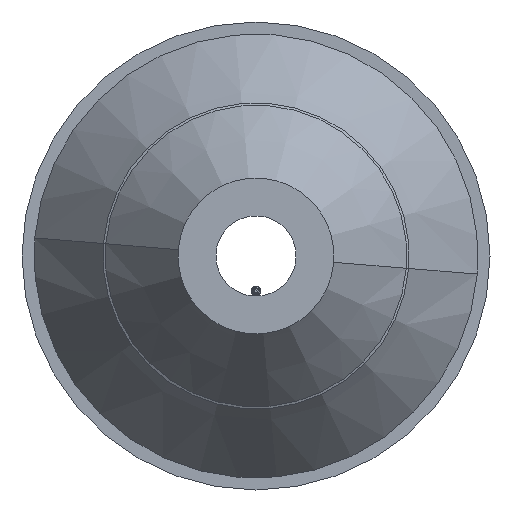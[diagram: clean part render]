
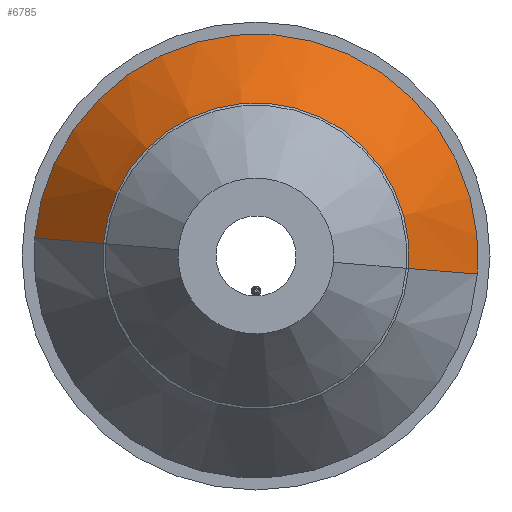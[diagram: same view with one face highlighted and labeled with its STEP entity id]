
A CAD part, front view. The second image highlights one B-rep face of the part: STEP entity #6785.
In plain terms, the highlighted conical face has half-angle 35.52 degrees and reference radius 165.978 mm.
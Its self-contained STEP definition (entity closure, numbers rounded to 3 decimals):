
#281 = EDGE_CURVE ( 'NONE', #9282, #4929, #10093, .T. ) ;
#653 = CARTESIAN_POINT ( 'NONE',  ( 0., 220.19, 0. ) ) ;
#1079 = EDGE_CURVE ( 'NONE', #9282, #4892, #9709, .T. ) ;
#1444 = DIRECTION ( 'NONE',  ( 0., 1., 0. ) ) ;
#1624 = CARTESIAN_POINT ( 'NONE',  ( -37., 39.5, 0. ) ) ;
#1729 = AXIS2_PLACEMENT_3D ( 'NONE', #8962, #4208, #9737 ) ;
#2006 = AXIS2_PLACEMENT_3D ( 'NONE', #2293, #9395, #3874 ) ;
#2293 = CARTESIAN_POINT ( 'NONE',  ( 0., 39.5, 0. ) ) ;
#3104 = AXIS2_PLACEMENT_3D ( 'NONE', #653, #1444, #5402 ) ;
#3451 = ORIENTED_EDGE ( 'NONE', *, *, #281, .T. ) ;
#3777 = CONICAL_SURFACE ( 'NONE', #3104, 165.978, 0.62 ) ;
#3822 = CARTESIAN_POINT ( 'NONE',  ( -165.978, 220.19, 0. ) ) ;
#3874 = DIRECTION ( 'NONE',  ( -1., 0., 0. ) ) ;
#3882 = ORIENTED_EDGE ( 'NONE', *, *, #1079, .F. ) ;
#3889 = VERTEX_POINT ( 'NONE', #6533 ) ;
#4208 = DIRECTION ( 'NONE',  ( 0., 1., 0. ) ) ;
#4310 = DIRECTION ( 'NONE',  ( -0.581, 0.814, 0. ) ) ;
#4892 = VERTEX_POINT ( 'NONE', #3822 ) ;
#4929 = VERTEX_POINT ( 'NONE', #8613 ) ;
#4962 = EDGE_CURVE ( 'NONE', #4929, #3889, #8974, .T. ) ;
#5099 = CARTESIAN_POINT ( 'NONE',  ( -165.978, 220.19, 0. ) ) ;
#5402 = DIRECTION ( 'NONE',  ( -1., 0., 0. ) ) ;
#5892 = EDGE_CURVE ( 'NONE', #4892, #3889, #7143, .T. ) ;
#6132 = FACE_OUTER_BOUND ( 'NONE', #9762, .T. ) ;
#6278 = CARTESIAN_POINT ( 'NONE',  ( 165.978, 220.19, 0. ) ) ;
#6533 = CARTESIAN_POINT ( 'NONE',  ( 165.978, 220.19, 0. ) ) ;
#6785 = ADVANCED_FACE ( 'NONE', ( #6132 ), #3777, .T. ) ;
#6959 = ORIENTED_EDGE ( 'NONE', *, *, #5892, .F. ) ;
#7143 = CIRCLE ( 'NONE', #1729, 165.978 ) ;
#8515 = VECTOR ( 'NONE', #4310, 1000. ) ;
#8613 = CARTESIAN_POINT ( 'NONE',  ( 37., 39.5, 0. ) ) ;
#8642 = DIRECTION ( 'NONE',  ( 0.581, 0.814, 0. ) ) ;
#8732 = VECTOR ( 'NONE', #8642, 1000. ) ;
#8832 = ORIENTED_EDGE ( 'NONE', *, *, #4962, .T. ) ;
#8962 = CARTESIAN_POINT ( 'NONE',  ( 0., 220.19, 0. ) ) ;
#8974 = LINE ( 'NONE', #6278, #8732 ) ;
#9282 = VERTEX_POINT ( 'NONE', #1624 ) ;
#9395 = DIRECTION ( 'NONE',  ( 0., 1., 0. ) ) ;
#9709 = LINE ( 'NONE', #5099, #8515 ) ;
#9737 = DIRECTION ( 'NONE',  ( -1., 0., 0. ) ) ;
#9762 = EDGE_LOOP ( 'NONE', ( #3451, #8832, #6959, #3882 ) ) ;
#10093 = CIRCLE ( 'NONE', #2006, 37. ) ;
